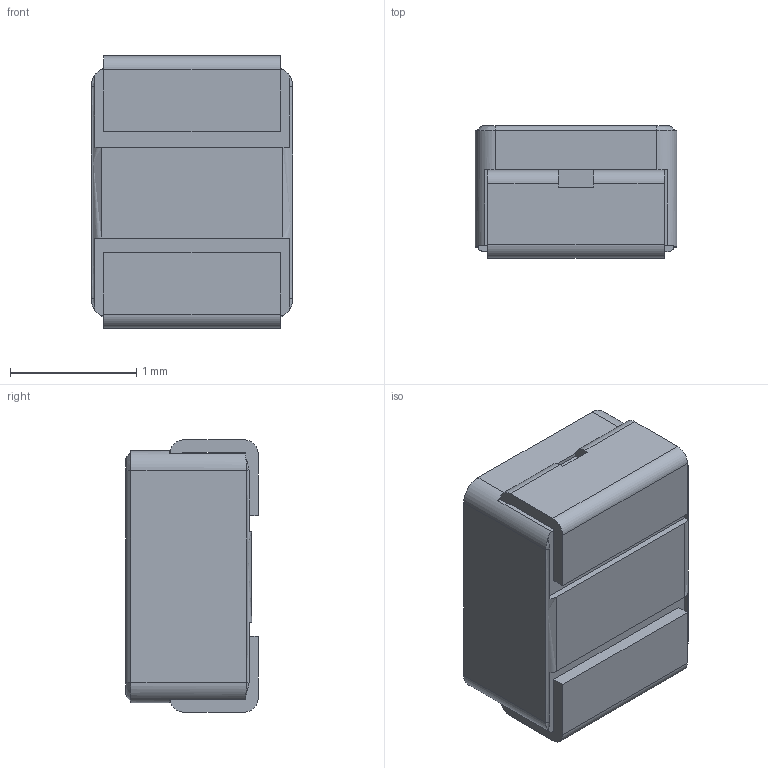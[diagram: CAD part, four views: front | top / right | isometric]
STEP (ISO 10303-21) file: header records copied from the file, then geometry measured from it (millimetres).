
FILE_DESCRIPTION (( 'STEP AP214' ), '1' );
FILE_NAME ('FXL201610.STEP', '2020-08-23T04:12:16', ( '' ), ( '' ), 'SwSTEP 2.0', 'SolidWorks 2020', '' );
FILE_SCHEMA (( 'AUTOMOTIVE_DESIGN' ));
Length unit declared in the file: millimetre
Products named in the file (3): FXL201610; 錨璃2; 錨璃1
Assembly tree (3 placements, depth 2):
  FXL201610
    錨璃1
    錨璃2  x2
Bounding box: 1.6 x 1.05 x 2.16 mm (x, y, z)
Volume: 3.3 mm3; surface area: 20.4 mm2
Topology: 3 solids, 3 shells, 72 faces, 186 edges, 120 vertices
Faces by surface type: plane 42, cylinder 16, bspline 14
Entity records: 1980 total; most frequent: CARTESIAN_POINT 632, ORIENTED_EDGE 276, DIRECTION 234, EDGE_CURVE 138, VERTEX_POINT 88, VECTOR 86, LINE 86, AXIS2_PLACEMENT_3D 74
